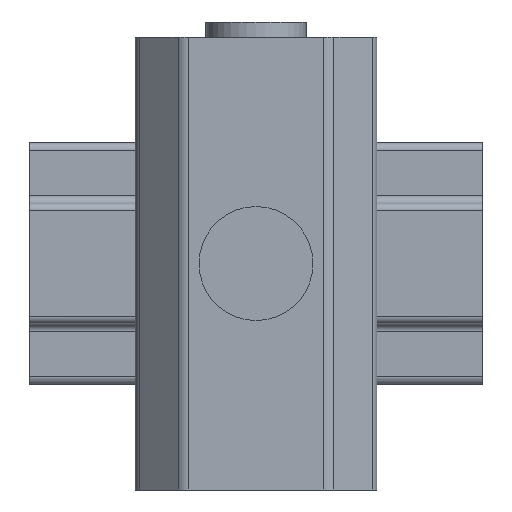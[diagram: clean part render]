
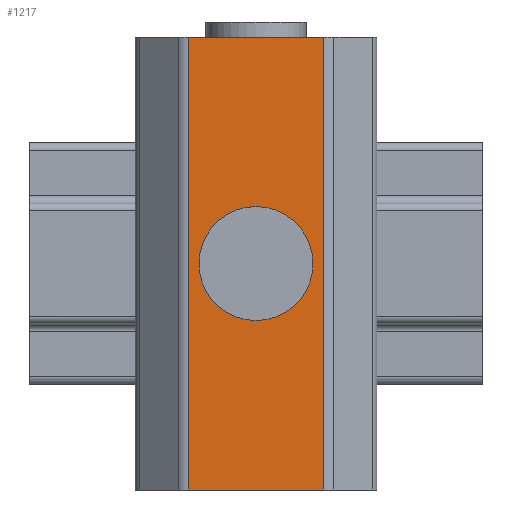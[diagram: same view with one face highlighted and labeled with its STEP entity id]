
A CAD part, front view. The second image highlights one B-rep face of the part: STEP entity #1217.
In plain terms, the highlighted planar face has unit normal (0, -1, 0).
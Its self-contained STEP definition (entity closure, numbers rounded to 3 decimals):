
#133=PLANE('',#1332);
#148=CIRCLE('',#1232,3.775);
#149=CIRCLE('',#1233,3.775);
#202=VERTEX_POINT('',#1649);
#203=VERTEX_POINT('',#1652);
#296=VERTEX_POINT('',#2409);
#297=VERTEX_POINT('',#2411);
#306=VERTEX_POINT('',#2430);
#307=VERTEX_POINT('',#2432);
#399=VECTOR('',#1573,1.);
#404=VECTOR('',#1589,1.);
#412=VECTOR('',#1616,1.);
#413=VECTOR('',#1617,1.);
#507=LINE('',#2410,#399);
#512=LINE('',#2431,#404);
#520=LINE('',#2458,#412);
#521=LINE('',#2459,#413);
#533=EDGE_CURVE('',#202,#203,#148,.T.);
#534=EDGE_CURVE('',#203,#202,#149,.T.);
#666=EDGE_CURVE('',#297,#296,#507,.F.);
#676=EDGE_CURVE('',#306,#307,#512,.F.);
#690=EDGE_CURVE('',#307,#296,#520,.F.);
#691=EDGE_CURVE('',#306,#297,#521,.F.);
#985=ORIENTED_EDGE('',*,*,#533,.F.);
#986=ORIENTED_EDGE('',*,*,#534,.F.);
#987=ORIENTED_EDGE('',*,*,#666,.T.);
#988=ORIENTED_EDGE('',*,*,#690,.F.);
#989=ORIENTED_EDGE('',*,*,#676,.F.);
#990=ORIENTED_EDGE('',*,*,#691,.T.);
#1091=EDGE_LOOP('',(#985,#986));
#1092=EDGE_LOOP('',(#987,#988,#989,#990));
#1155=FACE_BOUND('',#1091,.T.);
#1156=FACE_BOUND('',#1092,.T.);
#1217=ADVANCED_FACE('',(#1155,#1156),#133,.F.);
#1232=AXIS2_PLACEMENT_3D('',#1651,#1350,#1351);
#1233=AXIS2_PLACEMENT_3D('',#1653,#1352,#1353);
#1332=AXIS2_PLACEMENT_3D('',#2457,#1615,$);
#1350=DIRECTION('',(0.,-1.,0.));
#1351=DIRECTION('',(0.,0.,-3.775));
#1352=DIRECTION('',(0.,-1.,0.));
#1353=DIRECTION('',(0.,0.,-3.775));
#1573=DIRECTION('',(-1.,0.,0.));
#1589=DIRECTION('',(-1.,0.,0.));
#1615=DIRECTION('',(0.,1.,0.));
#1616=DIRECTION('',(0.,0.,1.));
#1617=DIRECTION('',(0.,0.,1.));
#1649=CARTESIAN_POINT('',(0.,0.,-3.775));
#1651=CARTESIAN_POINT('',(0.,0.,0.));
#1652=CARTESIAN_POINT('',(0.,0.,3.775));
#1653=CARTESIAN_POINT('',(0.,0.,0.));
#2409=CARTESIAN_POINT('',(4.473,0.,-15.));
#2410=CARTESIAN_POINT('',(-5.986,0.,-15.));
#2411=CARTESIAN_POINT('',(-4.473,0.,-15.));
#2430=CARTESIAN_POINT('',(-4.473,0.,15.));
#2431=CARTESIAN_POINT('',(-5.986,0.,15.));
#2432=CARTESIAN_POINT('',(4.473,0.,15.));
#2457=CARTESIAN_POINT('',(-4.473,0.,15.));
#2458=CARTESIAN_POINT('',(4.473,0.,15.));
#2459=CARTESIAN_POINT('',(-4.473,0.,15.));
